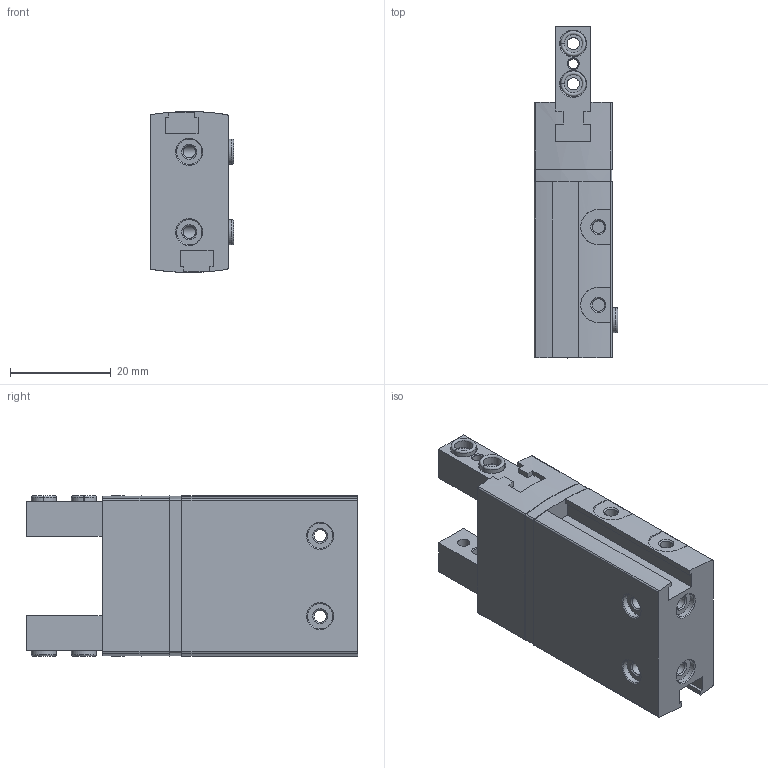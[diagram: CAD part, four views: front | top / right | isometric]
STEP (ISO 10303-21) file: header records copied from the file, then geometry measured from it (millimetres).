
FILE_DESCRIPTION(/* description */ ('STEP AP214'),/* implementation_level */ '2;1');
FILE_NAME(/* name */ '1254042_DHPS-10-A-NC',/* time_stamp */ '2024-08-19T20:24:28+02:00',/* author */ ('License CC BY-ND 4.0'),/* organization */ ('CADENAS'),/* preprocessor_version */ 'ST-DEVELOPER v19.3',/* originating_system */ 'PARTsolutions',/* authorisation */ ' ');
FILE_SCHEMA (('AUTOMOTIVE_DESIGN {1 0 10303 214 3 1 1}'));
Length unit declared in the file: millimetre
Products named in the file (4): 1254042 DHPS-10-A-NC---(0); 1254042 DHPS-10-A-NC---(Geh); 8146543 ZBH-5-B; 1254042 DHPS-10-A-NC---(Handle)
Assembly tree (9 placements, depth 2):
  1254042 DHPS-10-A-NC---(0)
    1254042 DHPS-10-A-NC---(Geh)
    8146543 ZBH-5-B  x6
    1254042 DHPS-10-A-NC---(Handle)  x2
Bounding box: 16.6 x 66 x 32 mm (x, y, z)
Volume: 23801.9 mm3; surface area: 10446.3 mm2
Topology: 9 solids, 9 shells, 227 faces, 554 edges, 360 vertices
Faces by surface type: plane 131, cylinder 62, cone 22, torus 12
Full cylindrical faces by diameter (mm): 2 x2, 2.459 x10, 5 x10
Entity records: 5798 total; most frequent: DIRECTION 849, CARTESIAN_POINT 847, ORIENTED_EDGE 754, EDGE_CURVE 377, AXIS2_PLACEMENT_3D 304, VERTEX_POINT 268, LINE 241, VECTOR 241
